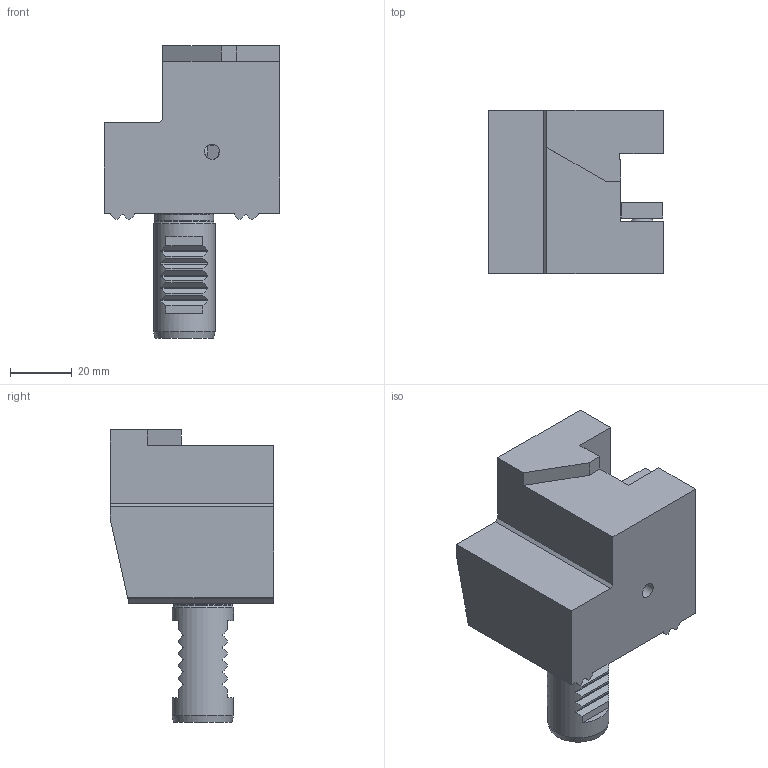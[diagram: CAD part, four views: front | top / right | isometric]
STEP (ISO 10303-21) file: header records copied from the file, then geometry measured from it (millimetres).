
FILE_DESCRIPTION(/* description */ (''),/* implementation_level */ '2;1');
FILE_NAME(/* name */ 'W1150012A.stp',/* time_stamp */ '2009-04-07T10:32:29+02:00',/* author */ (''),/* organization */ (''),/* preprocessor_version */ 'ST-DEVELOPER v11',/* originating_system */ 'UGS - NX 5.0',/* authorisation */ '');
FILE_SCHEMA (('AUTOMOTIVE_DESIGN { 1 0 10303 214 0 1 1 1 }'));
Length unit declared in the file: millimetre
Products named in the file (1): schn9B3C8ec3
Bounding box: 57 x 53 x 95 mm (x, y, z)
Volume: 127756.1 mm3; surface area: 22505.9 mm2
Topology: 1 solids, 1 shells, 144 faces, 398 edges, 262 vertices
Faces by surface type: plane 99, cylinder 29, cone 12, torus 4
Full cylindrical faces by diameter (mm): 4.8 x1, 5 x1, 12 x2, 19.1 x1, 20 x1
Entity records: 4966 total; most frequent: CARTESIAN_POINT 1374, ORIENTED_EDGE 744, DIRECTION 726, EDGE_CURVE 372, AXIS2_PLACEMENT_3D 253, VERTEX_POINT 251, LINE 220, VECTOR 220
